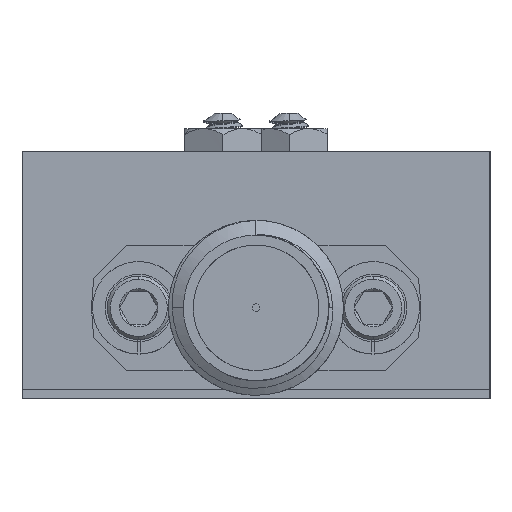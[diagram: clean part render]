
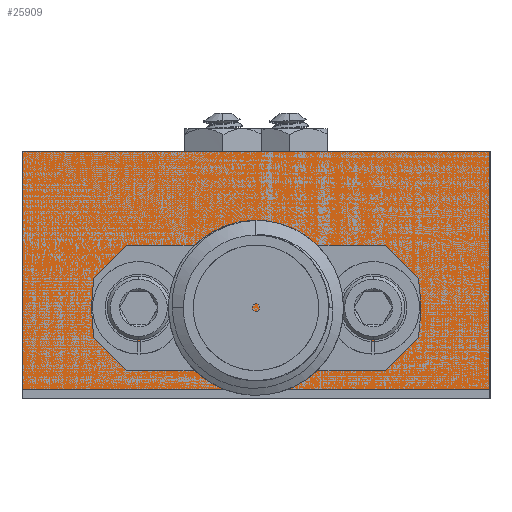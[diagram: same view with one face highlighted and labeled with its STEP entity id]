
A CAD part, left-side view. The second image highlights one B-rep face of the part: STEP entity #25909.
In plain terms, the highlighted planar face has unit normal (-1, 0, 0).
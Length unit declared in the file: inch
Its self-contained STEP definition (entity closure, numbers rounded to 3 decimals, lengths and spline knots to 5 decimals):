
#1346 = LINE ( 'NONE', #15184, #13092 ) ;
#1964 = EDGE_CURVE ( 'NONE', #43642, #13679, #36682, .T. ) ;
#4628 = CARTESIAN_POINT ( 'NONE',  ( -1.37795, 0.35433, 0.01402 ) ) ;
#4965 = CARTESIAN_POINT ( 'NONE',  ( -1.37795, 0.35433, 0.37402 ) ) ;
#5496 = CARTESIAN_POINT ( 'NONE',  ( -1.37795, -0.35433, 0.37402 ) ) ;
#8937 = DIRECTION ( 'NONE',  ( -1., 0., 0. ) ) ;
#9606 = VECTOR ( 'NONE', #16180, 39.37008 ) ;
#10863 = CARTESIAN_POINT ( 'NONE',  ( -1.37795, 0.35433, 0.37402 ) ) ;
#12450 = EDGE_CURVE ( 'NONE', #26070, #17717, #18429, .T. ) ;
#13092 = VECTOR ( 'NONE', #40347, 39.37008 ) ;
#13147 = DIRECTION ( 'NONE',  ( 0., 0., 1. ) ) ;
#13679 = VERTEX_POINT ( 'NONE', #5496 ) ;
#15019 = VECTOR ( 'NONE', #18894, 39.37008 ) ;
#15184 = CARTESIAN_POINT ( 'NONE',  ( -1.37795, -0.35433, 0.01402 ) ) ;
#16180 = DIRECTION ( 'NONE',  ( 0., -1., 0. ) ) ;
#17717 = VERTEX_POINT ( 'NONE', #39925 ) ;
#18429 = LINE ( 'NONE', #4628, #15019 ) ;
#18894 = DIRECTION ( 'NONE',  ( 0., -1., 0. ) ) ;
#19969 = DIRECTION ( 'NONE',  ( 0., 0., 1. ) ) ;
#20401 = ORIENTED_EDGE ( 'NONE', *, *, #1964, .F. ) ;
#20430 = AXIS2_PLACEMENT_3D ( 'NONE', #23978, #8937, #19969 ) ;
#21111 = CARTESIAN_POINT ( 'NONE',  ( -1.37795, 0.35433, 0.01402 ) ) ;
#23031 = FACE_OUTER_BOUND ( 'NONE', #40473, .T. ) ;
#23978 = CARTESIAN_POINT ( 'NONE',  ( -1.37795, 0.35433, 0.01402 ) ) ;
#24578 = ORIENTED_EDGE ( 'NONE', *, *, #32311, .F. ) ;
#25909 = ADVANCED_FACE ( 'NONE', ( #23031 ), #27291, .T. ) ;
#26070 = VERTEX_POINT ( 'NONE', #38564 ) ;
#27291 = PLANE ( 'NONE',  #20430 ) ;
#31839 = ORIENTED_EDGE ( 'NONE', *, *, #12450, .T. ) ;
#32311 = EDGE_CURVE ( 'NONE', #26070, #43642, #42284, .T. ) ;
#35868 = EDGE_CURVE ( 'NONE', #17717, #13679, #1346, .T. ) ;
#36327 = VECTOR ( 'NONE', #13147, 39.37008 ) ;
#36682 = LINE ( 'NONE', #4965, #9606 ) ;
#38564 = CARTESIAN_POINT ( 'NONE',  ( -1.37795, 0.35433, 0.01402 ) ) ;
#39925 = CARTESIAN_POINT ( 'NONE',  ( -1.37795, -0.35433, 0.01402 ) ) ;
#40347 = DIRECTION ( 'NONE',  ( 0., 0., 1. ) ) ;
#40473 = EDGE_LOOP ( 'NONE', ( #20401, #24578, #31839, #42625 ) ) ;
#42284 = LINE ( 'NONE', #21111, #36327 ) ;
#42625 = ORIENTED_EDGE ( 'NONE', *, *, #35868, .T. ) ;
#43642 = VERTEX_POINT ( 'NONE', #10863 ) ;
